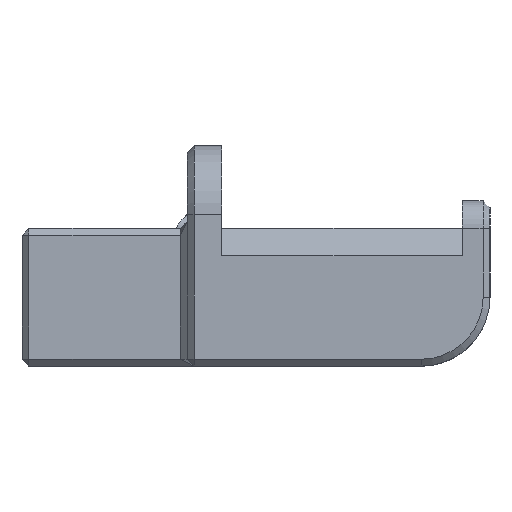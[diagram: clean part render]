
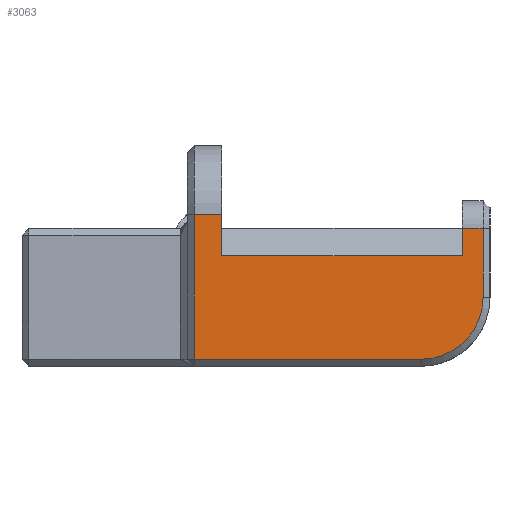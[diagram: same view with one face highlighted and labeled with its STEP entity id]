
A CAD part, left-side view. The second image highlights one B-rep face of the part: STEP entity #3063.
In plain terms, the highlighted planar face has unit normal (-1, 0, 0).
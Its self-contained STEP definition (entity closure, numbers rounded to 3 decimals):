
#78=CIRCLE('',#3209,4.5);
#208=PLANE('',#3286);
#380=FACE_OUTER_BOUND('',#564,.T.);
#564=EDGE_LOOP('',(#2746,#2747,#2748,#2749,#2750,#2751,#2752,#2753,#2754));
#832=LINE('',#6188,#1204);
#834=LINE('',#6192,#1206);
#837=LINE('',#6203,#1209);
#937=LINE('',#6450,#1309);
#940=LINE('',#6455,#1312);
#942=LINE('',#6459,#1314);
#943=LINE('',#6461,#1315);
#944=LINE('',#6462,#1316);
#1204=VECTOR('',#3746,10.);
#1206=VECTOR('',#3750,10.);
#1209=VECTOR('',#3761,10.);
#1309=VECTOR('',#4009,10.);
#1312=VECTOR('',#4014,10.);
#1314=VECTOR('',#4018,10.);
#1315=VECTOR('',#4019,10.);
#1316=VECTOR('',#4020,10.);
#1542=VERTEX_POINT('',#6154);
#1551=VERTEX_POINT('',#6182);
#1552=VERTEX_POINT('',#6190);
#1554=VERTEX_POINT('',#6196);
#1556=VERTEX_POINT('',#6201);
#1604=VERTEX_POINT('',#6447);
#1605=VERTEX_POINT('',#6449);
#1607=VERTEX_POINT('',#6458);
#1608=VERTEX_POINT('',#6460);
#1887=EDGE_CURVE('',#1542,#1551,#832,.T.);
#1889=EDGE_CURVE('',#1552,#1542,#834,.T.);
#1892=EDGE_CURVE('',#1554,#1552,#78,.T.);
#1894=EDGE_CURVE('',#1556,#1554,#837,.T.);
#2011=EDGE_CURVE('',#1605,#1604,#937,.T.);
#2014=EDGE_CURVE('',#1551,#1604,#940,.T.);
#2016=EDGE_CURVE('',#1556,#1607,#942,.T.);
#2017=EDGE_CURVE('',#1608,#1607,#943,.T.);
#2018=EDGE_CURVE('',#1608,#1605,#944,.T.);
#2746=ORIENTED_EDGE('',*,*,#1894,.F.);
#2747=ORIENTED_EDGE('',*,*,#2016,.T.);
#2748=ORIENTED_EDGE('',*,*,#2017,.F.);
#2749=ORIENTED_EDGE('',*,*,#2018,.T.);
#2750=ORIENTED_EDGE('',*,*,#2011,.T.);
#2751=ORIENTED_EDGE('',*,*,#2014,.F.);
#2752=ORIENTED_EDGE('',*,*,#1887,.F.);
#2753=ORIENTED_EDGE('',*,*,#1889,.F.);
#2754=ORIENTED_EDGE('',*,*,#1892,.F.);
#3063=ADVANCED_FACE('',(#380),#208,.T.);
#3209=AXIS2_PLACEMENT_3D('',#6198,#3756,#3757);
#3286=AXIS2_PLACEMENT_3D('',#6457,#4016,#4017);
#3746=DIRECTION('',(0.,0.,1.));
#3750=DIRECTION('',(0.,1.,0.));
#3756=DIRECTION('center_axis',(1.,0.,0.));
#3757=DIRECTION('ref_axis',(0.,-0.707,-0.707));
#3761=DIRECTION('',(0.,0.,-1.));
#4009=DIRECTION('',(0.,0.,1.));
#4014=DIRECTION('',(0.,-1.,0.));
#4016=DIRECTION('center_axis',(-1.,0.,0.));
#4017=DIRECTION('ref_axis',(0.,-1.,0.));
#4018=DIRECTION('',(0.,1.,0.));
#4019=DIRECTION('',(0.,0.,1.));
#4020=DIRECTION('',(0.,1.,0.));
#6154=CARTESIAN_POINT('',(-27.,6.5,0.5));
#6182=CARTESIAN_POINT('',(-27.,6.5,11.));
#6188=CARTESIAN_POINT('',(-27.,6.5,0.));
#6190=CARTESIAN_POINT('',(-27.,-10.,0.5));
#6192=CARTESIAN_POINT('',(-27.,-0.375,0.5));
#6196=CARTESIAN_POINT('',(-27.,-14.5,5.));
#6198=CARTESIAN_POINT('Origin',(-27.,-10.,5.));
#6201=CARTESIAN_POINT('',(-27.,-14.5,10.));
#6203=CARTESIAN_POINT('',(-27.,-14.5,0.));
#6447=CARTESIAN_POINT('',(-27.,4.5,11.));
#6449=CARTESIAN_POINT('',(-27.,4.5,8.));
#6450=CARTESIAN_POINT('',(-27.,4.5,0.));
#6455=CARTESIAN_POINT('',(-27.,5.125,11.));
#6457=CARTESIAN_POINT('Origin',(-27.,4.5,0.));
#6458=CARTESIAN_POINT('',(-27.,-13.,10.));
#6459=CARTESIAN_POINT('',(-27.,-15.,10.));
#6460=CARTESIAN_POINT('',(-27.,-13.,8.));
#6461=CARTESIAN_POINT('',(-27.,-13.,3.));
#6462=CARTESIAN_POINT('',(-27.,-15.,8.));
